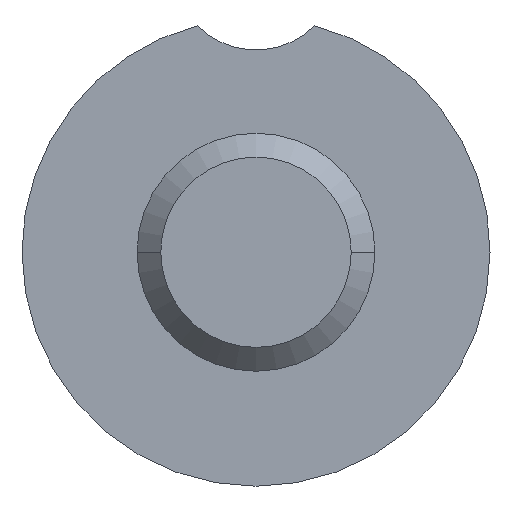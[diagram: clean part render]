
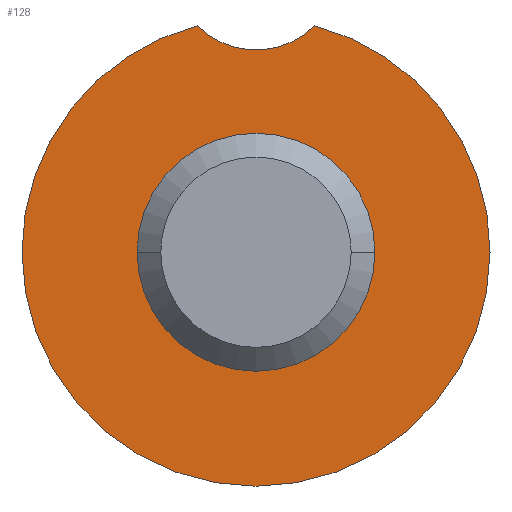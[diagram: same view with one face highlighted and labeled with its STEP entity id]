
A CAD part, front view. The second image highlights one B-rep face of the part: STEP entity #128.
In plain terms, the highlighted planar face has unit normal (0, -1, 0).
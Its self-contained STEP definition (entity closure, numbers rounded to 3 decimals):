
#35 = EDGE_CURVE ( 'Defeature ausgef�hrt2_5+Defeature ausgef�hrt2_4+Defeature ausgef�hrt2_10+Defeature ausgef�hrt2_10', #1947, #2023, #1228, .T. ) ;
#56 = DIRECTION ( 'NONE',  ( 1., 0., 0. ) ) ;
#74 = CARTESIAN_POINT ( 'NONE',  ( 1.5, 20., 0. ) ) ;
#110 = CIRCLE ( 'NONE', #1779, 1.5 ) ;
#128 = ADVANCED_FACE ( 'Defeature ausgef�hrt2_4', ( #1087, #447 ), #2254, .F. ) ;
#206 = DIRECTION ( 'NONE',  ( 0., 1., 0. ) ) ;
#223 = ORIENTED_EDGE ( 'NONE', *, *, #2643, .F. ) ;
#372 = AXIS2_PLACEMENT_3D ( 'NONE', #2028, #206, #1121 ) ;
#390 = CARTESIAN_POINT ( 'NONE',  ( 0., 20., 0. ) ) ;
#392 = VERTEX_POINT ( 'NONE', #527 ) ;
#399 = AXIS2_PLACEMENT_3D ( 'NONE', #2309, #1632, #56 ) ;
#402 = ORIENTED_EDGE ( 'NONE', *, *, #1670, .F. ) ;
#432 = DIRECTION ( 'NONE',  ( 1., 0., 0. ) ) ;
#447 = FACE_BOUND ( 'NONE', #1432, .T. ) ;
#527 = CARTESIAN_POINT ( 'NONE',  ( 2.95, 20., 0. ) ) ;
#553 = DIRECTION ( 'NONE',  ( 0., 1., 0. ) ) ;
#773 = CARTESIAN_POINT ( 'NONE',  ( -2.95, 20., 0. ) ) ;
#842 = VERTEX_POINT ( 'NONE', #74 ) ;
#843 = VERTEX_POINT ( 'NONE', #980 ) ;
#881 = CIRCLE ( 'NONE', #1255, 2.95 ) ;
#980 = CARTESIAN_POINT ( 'NONE',  ( -1.5, 20., 0. ) ) ;
#1018 = AXIS2_PLACEMENT_3D ( 'NONE', #2815, #553, #2578 ) ;
#1031 = ORIENTED_EDGE ( 'NONE', *, *, #1942, .F. ) ;
#1074 = DIRECTION ( 'NONE',  ( 1., 0., 0. ) ) ;
#1087 = FACE_OUTER_BOUND ( 'NONE', #1715, .T. ) ;
#1121 = DIRECTION ( 'NONE',  ( 1., 0., 0. ) ) ;
#1139 = AXIS2_PLACEMENT_3D ( 'NONE', #2449, #2934, #432 ) ;
#1228 = CIRCLE ( 'NONE', #372, 2.95 ) ;
#1255 = AXIS2_PLACEMENT_3D ( 'NONE', #2708, #2750, #2942 ) ;
#1290 = DIRECTION ( 'NONE',  ( 0., 1., 0. ) ) ;
#1356 = CIRCLE ( 'NONE', #399, 1.05 ) ;
#1386 = CARTESIAN_POINT ( 'NONE',  ( 0.74, 20., 2.856 ) ) ;
#1432 = EDGE_LOOP ( 'NONE', ( #1464, #2460 ) ) ;
#1464 = ORIENTED_EDGE ( 'NONE', *, *, #2117, .T. ) ;
#1472 = DIRECTION ( 'NONE',  ( 0., 1., 0. ) ) ;
#1542 = CIRCLE ( 'NONE', #1640, 1.5 ) ;
#1632 = DIRECTION ( 'NONE',  ( 0., -1., 0. ) ) ;
#1640 = AXIS2_PLACEMENT_3D ( 'NONE', #1940, #1472, #1980 ) ;
#1670 = EDGE_CURVE ( 'Defeature ausgef�hrt2_10+Defeature ausgef�hrt2_4+Defeature ausgef�hrt2_5+Defeature ausgef�hrt2_5', #2023, #2124, #1356, .T. ) ;
#1715 = EDGE_LOOP ( 'NONE', ( #1031, #402, #2120, #223 ) ) ;
#1779 = AXIS2_PLACEMENT_3D ( 'NONE', #390, #1290, #1074 ) ;
#1835 = EDGE_CURVE ( 'Defeature ausgef�hrt2_4+Defeature ausgef�hrt2_3+Defeature ausgef�hrt2_3+Defeature ausgef�hrt2_3', #843, #842, #110, .T. ) ;
#1881 = CARTESIAN_POINT ( 'NONE',  ( -0.74, 20., 2.856 ) ) ;
#1940 = CARTESIAN_POINT ( 'NONE',  ( 0., 20., 0. ) ) ;
#1942 = EDGE_CURVE ( 'Defeature ausgef�hrt2_5+Defeature ausgef�hrt2_4+Defeature ausgef�hrt2_10+Defeature ausgef�hrt2_10', #2124, #392, #2311, .T. ) ;
#1947 = VERTEX_POINT ( 'NONE', #773 ) ;
#1980 = DIRECTION ( 'NONE',  ( 1., 0., 0. ) ) ;
#2023 = VERTEX_POINT ( 'NONE', #1881 ) ;
#2028 = CARTESIAN_POINT ( 'NONE',  ( 0., 20., 0. ) ) ;
#2117 = EDGE_CURVE ( 'Defeature ausgef�hrt2_4+Defeature ausgef�hrt2_3+Defeature ausgef�hrt2_3+Defeature ausgef�hrt2_3', #842, #843, #1542, .T. ) ;
#2120 = ORIENTED_EDGE ( 'NONE', *, *, #35, .F. ) ;
#2124 = VERTEX_POINT ( 'NONE', #1386 ) ;
#2254 = PLANE ( 'NONE',  #1139 ) ;
#2309 = CARTESIAN_POINT ( 'NONE',  ( 0., 20., 3.6 ) ) ;
#2311 = CIRCLE ( 'NONE', #1018, 2.95 ) ;
#2449 = CARTESIAN_POINT ( 'NONE',  ( -1.5, 20., 0. ) ) ;
#2460 = ORIENTED_EDGE ( 'NONE', *, *, #1835, .T. ) ;
#2578 = DIRECTION ( 'NONE',  ( 1., 0., 0. ) ) ;
#2643 = EDGE_CURVE ( 'Defeature ausgef�hrt2_5+Defeature ausgef�hrt2_4+Defeature ausgef�hrt2_10+Defeature ausgef�hrt2_10', #392, #1947, #881, .T. ) ;
#2708 = CARTESIAN_POINT ( 'NONE',  ( 0., 20., 0. ) ) ;
#2750 = DIRECTION ( 'NONE',  ( 0., 1., 0. ) ) ;
#2815 = CARTESIAN_POINT ( 'NONE',  ( 0., 20., 0. ) ) ;
#2934 = DIRECTION ( 'NONE',  ( 0., 1., 0. ) ) ;
#2942 = DIRECTION ( 'NONE',  ( 1., 0., 0. ) ) ;
